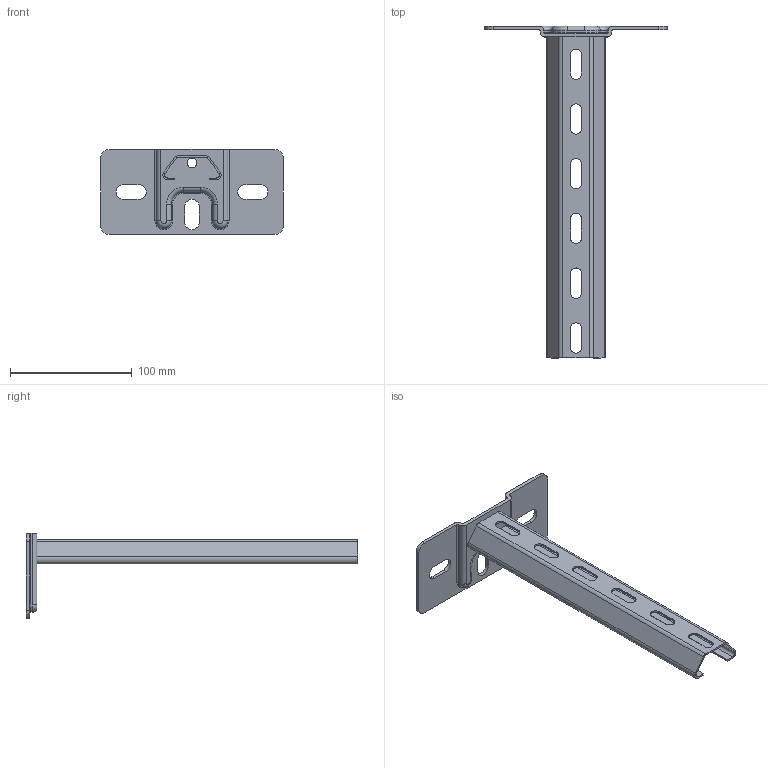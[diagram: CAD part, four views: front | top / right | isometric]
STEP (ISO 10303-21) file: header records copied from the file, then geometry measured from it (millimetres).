
FILE_DESCRIPTION (( 'STEP AP203' ), '1' );
FILE_NAME ('01-02-1074.STEP', '2013-05-02T11:40:20', ( 'asennus' ), ( '' ), 'SwSTEP 2.0', 'SolidWorks 2013', '' );
FILE_SCHEMA (( 'CONFIG_CONTROL_DESIGN' ));
Length unit declared in the file: millimetre
Products named in the file (1): 01-02-1074
Bounding box: 150 x 273 x 70 mm (x, y, z)
Volume: 62964.2 mm3; surface area: 66560.9 mm2
Topology: 2 solids, 2 shells, 128 faces, 340 edges, 216 vertices
Faces by surface type: cylinder 62, plane 50, torus 16
Entity records: 4103 total; most frequent: DIRECTION 738, CARTESIAN_POINT 685, ORIENTED_EDGE 680, EDGE_CURVE 340, AXIS2_PLACEMENT_3D 269, VERTEX_POINT 216, VECTOR 200, LINE 200
